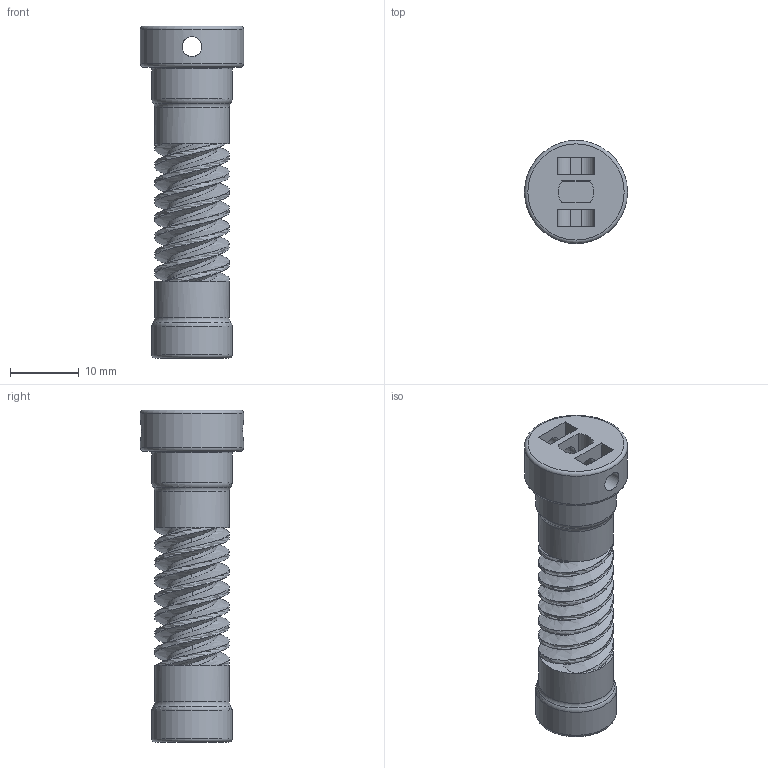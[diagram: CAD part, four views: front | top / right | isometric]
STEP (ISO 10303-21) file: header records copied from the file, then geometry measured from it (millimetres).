
FILE_DESCRIPTION(/* description */ (''),/* implementation_level */ '2;1');
FILE_NAME(/* name */ 'Alt_wormgear_worm.step',/* time_stamp */ '2020-09-09T10:19:04-04:00',/* author */ (''),/* organization */ (''),/* preprocessor_version */ 'ST-DEVELOPER v18.1',/* originating_system */ 'Autodesk Translation Framework v9.3.0.1241',/* authorisation */ '');
FILE_SCHEMA (('AUTOMOTIVE_DESIGN { 1 0 10303 214 3 1 1 }'));
Length unit declared in the file: millimetre
Products named in the file (1): Healical Gear (3R@75.00)
Bounding box: 15 x 15 x 48.3 mm (x, y, z)
Volume: 4179.9 mm3; surface area: 3091.3 mm2
Topology: 1 solids, 1 shells, 69 faces, 169 edges, 108 vertices
Faces by surface type: cylinder 28, plane 24, bspline 9, torus 8
Full cylindrical faces by diameter (mm): 2.9 x6, 7.273 x5, 10.873 x2, 11.75 x2, 15 x1
Entity records: 7147 total; most frequent: CARTESIAN_POINT 5527, ORIENTED_EDGE 338, DIRECTION 319, EDGE_CURVE 169, AXIS2_PLACEMENT_3D 132, VERTEX_POINT 108, EDGE_LOOP 83, CIRCLE 71
